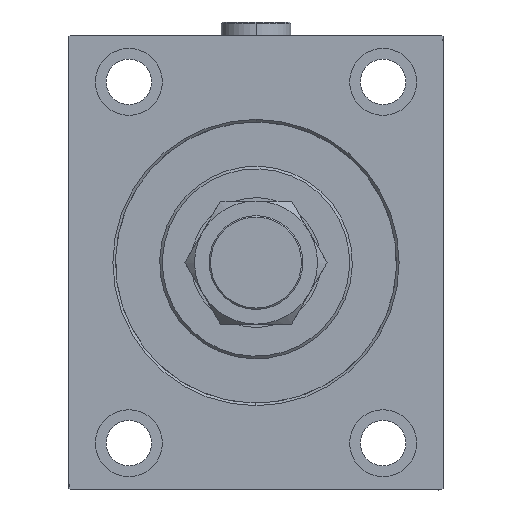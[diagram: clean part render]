
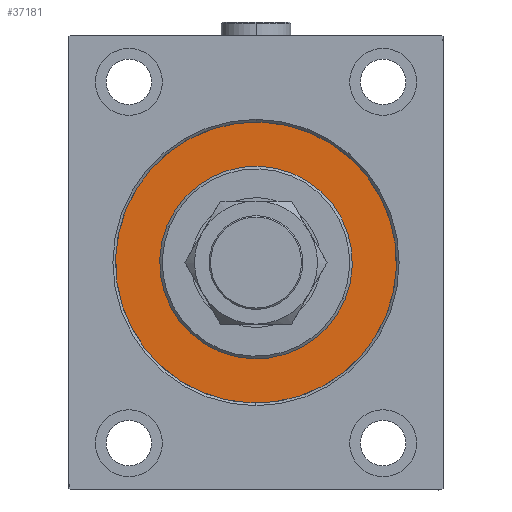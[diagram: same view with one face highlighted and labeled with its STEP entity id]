
A CAD part, left-side view. The second image highlights one B-rep face of the part: STEP entity #37181.
In plain terms, the highlighted face is planar.
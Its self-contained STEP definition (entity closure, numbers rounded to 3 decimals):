
#452 = CIRCLE ( 'NONE', #21668, 36. ) ;
#1067 = FACE_OUTER_BOUND ( 'NONE', #10449, .T. ) ;
#1301 = CARTESIAN_POINT ( 'NONE',  ( 0., 0., 0. ) ) ;
#2802 = DIRECTION ( 'NONE',  ( 0., 0., -1. ) ) ;
#5322 = FACE_BOUND ( 'NONE', #16856, .T. ) ;
#5341 = CARTESIAN_POINT ( 'NONE',  ( 0., 0., -36. ) ) ;
#5773 = DIRECTION ( 'NONE',  ( 0., 0., 1. ) ) ;
#8560 = CARTESIAN_POINT ( 'NONE',  ( 0., 0., 36. ) ) ;
#10369 = VERTEX_POINT ( 'NONE', #12742 ) ;
#10449 = EDGE_LOOP ( 'NONE', ( #43795, #30786 ) ) ;
#11297 = EDGE_CURVE ( 'NONE', #13070, #10369, #36870, .T. ) ;
#12742 = CARTESIAN_POINT ( 'NONE',  ( 0., 0., -52.5 ) ) ;
#12900 = PLANE ( 'NONE',  #44895 ) ;
#13070 = VERTEX_POINT ( 'NONE', #39479 ) ;
#13486 = DIRECTION ( 'NONE',  ( 1., 0., 0. ) ) ;
#14618 = EDGE_CURVE ( 'NONE', #10369, #13070, #36977, .T. ) ;
#15413 = CARTESIAN_POINT ( 'NONE',  ( 0., 0., 0. ) ) ;
#16831 = DIRECTION ( 'NONE',  ( -1., 0., 0. ) ) ;
#16856 = EDGE_LOOP ( 'NONE', ( #25709, #32541 ) ) ;
#17678 = VERTEX_POINT ( 'NONE', #8560 ) ;
#19989 = AXIS2_PLACEMENT_3D ( 'NONE', #28412, #13486, #2802 ) ;
#21668 = AXIS2_PLACEMENT_3D ( 'NONE', #15413, #29888, #40801 ) ;
#22582 = AXIS2_PLACEMENT_3D ( 'NONE', #24672, #46014, #24437 ) ;
#24437 = DIRECTION ( 'NONE',  ( 0., 0., 1. ) ) ;
#24672 = CARTESIAN_POINT ( 'NONE',  ( 0., 0., 0. ) ) ;
#25709 = ORIENTED_EDGE ( 'NONE', *, *, #45725, .F. ) ;
#27144 = DIRECTION ( 'NONE',  ( -1., 0., 0. ) ) ;
#28412 = CARTESIAN_POINT ( 'NONE',  ( 0., 0., 0. ) ) ;
#29854 = CIRCLE ( 'NONE', #19989, 36. ) ;
#29888 = DIRECTION ( 'NONE',  ( 1., 0., 0. ) ) ;
#30786 = ORIENTED_EDGE ( 'NONE', *, *, #11297, .F. ) ;
#32000 = VERTEX_POINT ( 'NONE', #5341 ) ;
#32541 = ORIENTED_EDGE ( 'NONE', *, *, #40114, .F. ) ;
#34388 = CARTESIAN_POINT ( 'NONE',  ( 0., 0., 0. ) ) ;
#34604 = AXIS2_PLACEMENT_3D ( 'NONE', #34388, #16831, #35085 ) ;
#35085 = DIRECTION ( 'NONE',  ( 0., 0., 1. ) ) ;
#36870 = CIRCLE ( 'NONE', #34604, 52.5 ) ;
#36977 = CIRCLE ( 'NONE', #22582, 52.5 ) ;
#37181 = ADVANCED_FACE ( 'NONE', ( #5322, #1067 ), #12900, .F. ) ;
#39479 = CARTESIAN_POINT ( 'NONE',  ( 0., 0., 52.5 ) ) ;
#40114 = EDGE_CURVE ( 'NONE', #32000, #17678, #29854, .T. ) ;
#40801 = DIRECTION ( 'NONE',  ( 0., 0., -1. ) ) ;
#43795 = ORIENTED_EDGE ( 'NONE', *, *, #14618, .F. ) ;
#44895 = AXIS2_PLACEMENT_3D ( 'NONE', #1301, #27144, #5773 ) ;
#45725 = EDGE_CURVE ( 'NONE', #17678, #32000, #452, .T. ) ;
#46014 = DIRECTION ( 'NONE',  ( -1., 0., 0. ) ) ;
